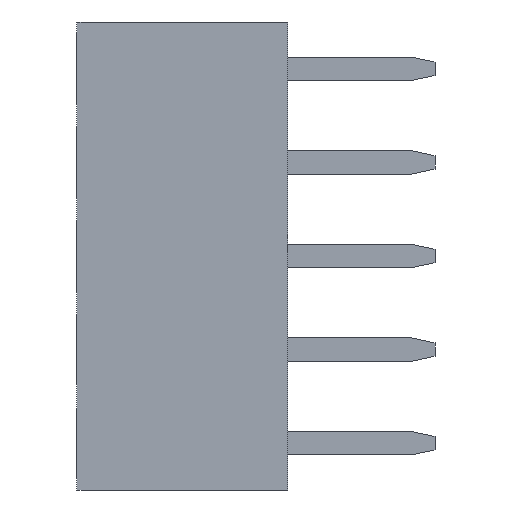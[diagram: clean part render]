
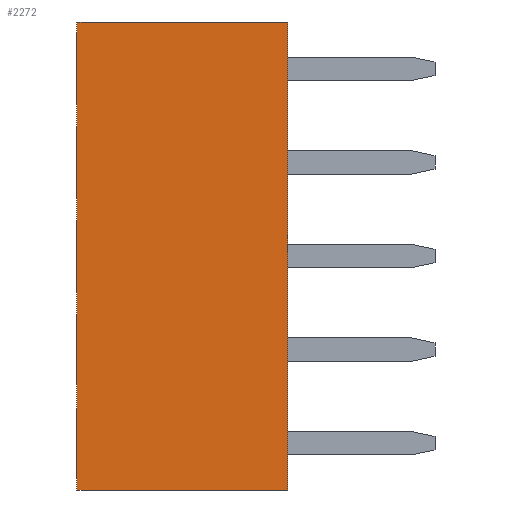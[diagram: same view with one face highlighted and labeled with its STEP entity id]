
A CAD part, left-side view. The second image highlights one B-rep face of the part: STEP entity #2272.
In plain terms, the highlighted planar face has unit normal (-1, 0, 0).
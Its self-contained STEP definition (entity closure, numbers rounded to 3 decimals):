
#15 = CARTESIAN_POINT ( 'NONE',  ( -3., 4.5, 1. ) ) ;
#73 = VERTEX_POINT ( 'NONE', #3260 ) ;
#79 = EDGE_LOOP ( 'NONE', ( #3615, #5158, #2933, #924 ) ) ;
#103 = CARTESIAN_POINT ( 'NONE',  ( -3., 4.5, 1. ) ) ;
#105 = DIRECTION ( 'NONE',  ( 1., 0., 0. ) ) ;
#138 = EDGE_CURVE ( 'NONE', #6759, #73, #5098, .T. ) ;
#139 = PLANE ( 'NONE',  #3955 ) ;
#231 = EDGE_CURVE ( 'NONE', #4175, #6759, #2924, .T. ) ;
#304 = VECTOR ( 'NONE', #1160, 1000. ) ;
#681 = DIRECTION ( 'NONE',  ( 0., 0., -1. ) ) ;
#924 = ORIENTED_EDGE ( 'NONE', *, *, #138, .F. ) ;
#1075 = DIRECTION ( 'NONE',  ( 0., 0., -1. ) ) ;
#1160 = DIRECTION ( 'NONE',  ( 0., 0., 1. ) ) ;
#1268 = FACE_OUTER_BOUND ( 'NONE', #79, .T. ) ;
#1709 = CARTESIAN_POINT ( 'NONE',  ( -3., 4.5, -9. ) ) ;
#1762 = DIRECTION ( 'NONE',  ( 0., -1., 0. ) ) ;
#2272 = ADVANCED_FACE ( 'NONE', ( #1268 ), #139, .F. ) ;
#2421 = VECTOR ( 'NONE', #681, 1000. ) ;
#2805 = CARTESIAN_POINT ( 'NONE',  ( -3., 4.5, 1. ) ) ;
#2924 = LINE ( 'NONE', #2805, #2989 ) ;
#2933 = ORIENTED_EDGE ( 'NONE', *, *, #5624, .F. ) ;
#2989 = VECTOR ( 'NONE', #1762, 1000. ) ;
#3225 = CARTESIAN_POINT ( 'NONE',  ( -3., 0., 1. ) ) ;
#3260 = CARTESIAN_POINT ( 'NONE',  ( -3., 0., -9. ) ) ;
#3265 = LINE ( 'NONE', #1709, #5045 ) ;
#3360 = CARTESIAN_POINT ( 'NONE',  ( -3., 4.5, 1. ) ) ;
#3483 = VERTEX_POINT ( 'NONE', #6896 ) ;
#3615 = ORIENTED_EDGE ( 'NONE', *, *, #231, .F. ) ;
#3882 = DIRECTION ( 'NONE',  ( 0., 1., 0. ) ) ;
#3955 = AXIS2_PLACEMENT_3D ( 'NONE', #3360, #105, #1075 ) ;
#4175 = VERTEX_POINT ( 'NONE', #103 ) ;
#5045 = VECTOR ( 'NONE', #3882, 1000. ) ;
#5098 = LINE ( 'NONE', #5229, #2421 ) ;
#5158 = ORIENTED_EDGE ( 'NONE', *, *, #5958, .F. ) ;
#5229 = CARTESIAN_POINT ( 'NONE',  ( -3., 0., 1. ) ) ;
#5550 = LINE ( 'NONE', #15, #304 ) ;
#5624 = EDGE_CURVE ( 'NONE', #73, #3483, #3265, .T. ) ;
#5958 = EDGE_CURVE ( 'NONE', #3483, #4175, #5550, .T. ) ;
#6759 = VERTEX_POINT ( 'NONE', #3225 ) ;
#6896 = CARTESIAN_POINT ( 'NONE',  ( -3., 4.5, -9. ) ) ;
